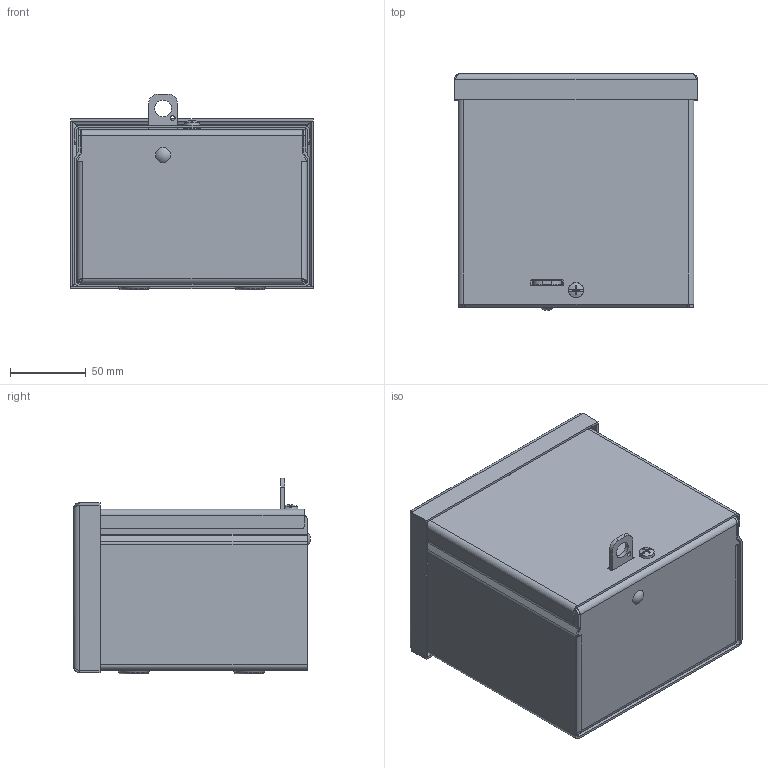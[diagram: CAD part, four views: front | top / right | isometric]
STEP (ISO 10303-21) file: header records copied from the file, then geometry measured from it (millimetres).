
FILE_DESCRIPTION (( 'STEP AP214' ), '1' );
FILE_NAME ('RSC060604NKSS.STEP', '2018-05-08T12:55:44', ( '' ), ( '' ), 'SwSTEP 2.0', 'SolidWorks 2017', '' );
FILE_SCHEMA (( 'AUTOMOTIVE_DESIGN' ));
Length unit declared in the file: inch
Products named in the file (1): RSC060604NKSS
Bounding box: 159.98 x 156.13 x 129.12 mm (x, y, z)
Volume: 194149.4 mm3; surface area: 263065.5 mm2
Topology: 9 solids, 9 shells, 292 faces, 708 edges, 446 vertices
Faces by surface type: plane 149, cylinder 79, torus 24, cone 21, bspline 16, sphere 3
Full cylindrical faces by diameter (mm): 3.175 x1, 3.962 x1, 4.254 x1, 4.763 x1, 4.978 x1, 5.029 x1, 5.105 x1, 6.299 x1, 6.35 x2, 6.528 x1, 7.061 x1, 7.144 x4, 10.312 x1, 11.113 x1, 11.506 x1
Entity records: 12690 total; most frequent: CARTESIAN_POINT 2105, DIRECTION 1372, ORIENTED_EDGE 1304, EDGE_CURVE 652, AXIS2_PLACEMENT_3D 495, VERTEX_POINT 440, VECTOR 382, LINE 382
